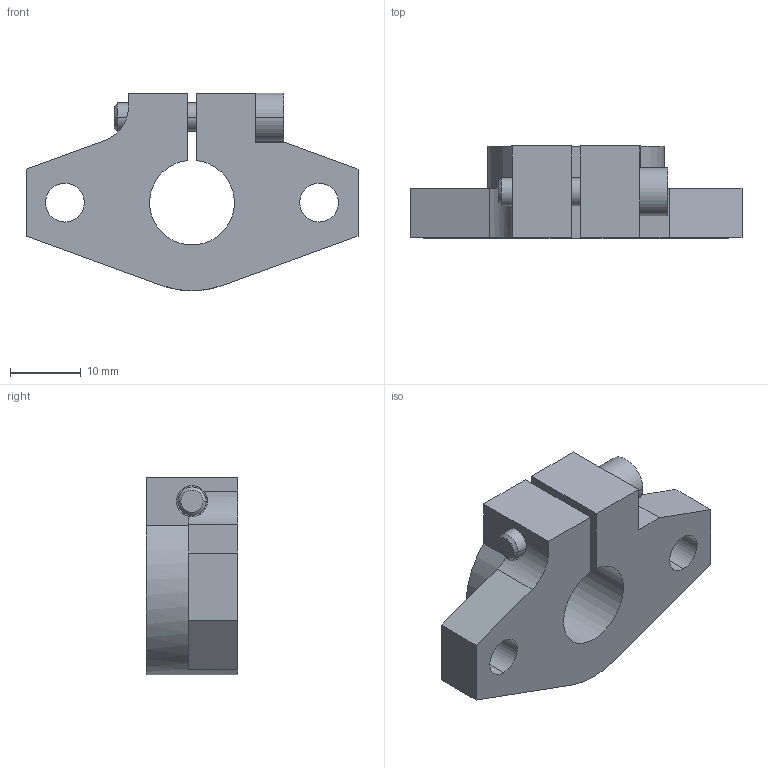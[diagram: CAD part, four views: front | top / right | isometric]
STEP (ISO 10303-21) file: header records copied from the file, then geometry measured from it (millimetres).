
FILE_DESCRIPTION(('Creo Elements/Direct Modeling STEP Export'),'2;1');
FILE_NAME('307725_Flansch-Wellenbock_GWFL-Ø12.stp','2022-12-12T14:09:18',(''),(''),'PTC Creo Elements/Direct Modeling STEP processor for AP214 (Solid Model)','PTC Creo Elements/Direct Modeling 19.0C 15-Aug-2015 (C) Parametric Technology GmbH','');
FILE_SCHEMA(('AUTOMOTIVE_DESIGN { 1 0 10303 214 1 1 1 1 }'));
Length unit declared in the file: millimetre
Products named in the file (2): Flansch-Wellenbock_GWFL-Ø12_307725_PX183673
Assembly tree (1 placements, depth 2):
  Flansch-Wellenbock_GWFL-Ø12_307725_PX183673
    Flansch-Wellenbock_GWFL-Ø12_307725_PX183673
Bounding box: 47 x 13 x 28 mm (x, y, z)
Volume: 7958.4 mm3; surface area: 4443.8 mm2
Topology: 1 solids, 1 shells, 44 faces, 118 edges, 78 vertices
Faces by surface type: plane 27, cylinder 15, cone 2
Entity records: 1501 total; most frequent: CARTESIAN_POINT 243, ORIENTED_EDGE 236, DIRECTION 213, EDGE_CURVE 118, VECTOR 79, LINE 79, VERTEX_POINT 78, AXIS2_PLACEMENT_3D 67
